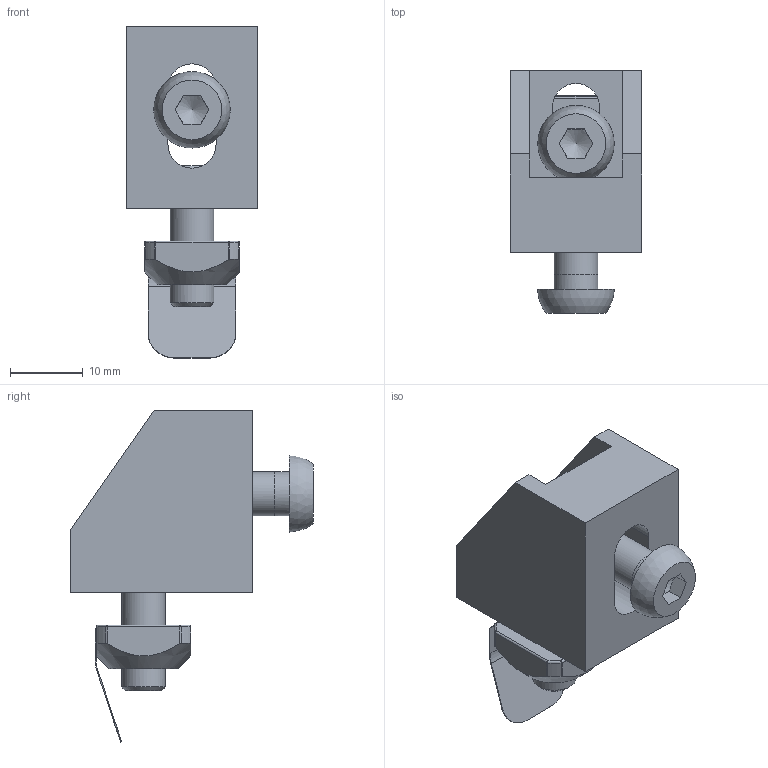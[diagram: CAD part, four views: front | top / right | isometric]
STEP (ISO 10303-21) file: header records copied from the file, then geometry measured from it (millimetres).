
FILE_DESCRIPTION(('STEP AP203'),'1');
FILE_NAME('SAFE08N1116.stp','2023-10-24T07:17:18',(' '),(' '),'Spatial InterOp 3D',' ',' ');
FILE_SCHEMA(('CONFIG_CONTROL_DESIGN'));
Length unit declared in the file: millimetre
Products named in the file (8): Kit de fixation; Vis BHC - M6x16; Ecrou carré languette 8 45 M6; Panoblock PA de sécurité réglable avec vis + rondelle imperdable; Vis BHC - M6x14; Panoblock PA réglable
Assembly tree (7 placements, depth 4):
  Panoblock PA de sécurité réglable avec vis + rondelle imperdable
    Kit de fixation
      Vis BHC - M6x16
      Ecrou carré languette 8 45 M6
        Ecrou carré languette 8 45 M6
        Ecrou carré languette 8 45 M6
    Vis BHC - M6x14
    Panoblock PA réglable
Bounding box: 18 x 33.3 x 45.55 mm (x, y, z)
Volume: 7537.6 mm3; surface area: 5525.2 mm2
Topology: 5 solids, 5 shells, 98 faces, 235 edges, 141 vertices
Faces by surface type: plane 48, cylinder 29, sphere 10, torus 6, cone 5
Full cylindrical faces by diameter (mm): 5 x1, 6 x4
Entity records: 3918 total; most frequent: CARTESIAN_POINT 698, DIRECTION 466, ORIENTED_EDGE 418, EDGE_CURVE 209, AXIS2_PLACEMENT_3D 175, VERTEX_POINT 139, EDGE_LOOP 120, LINE 116
